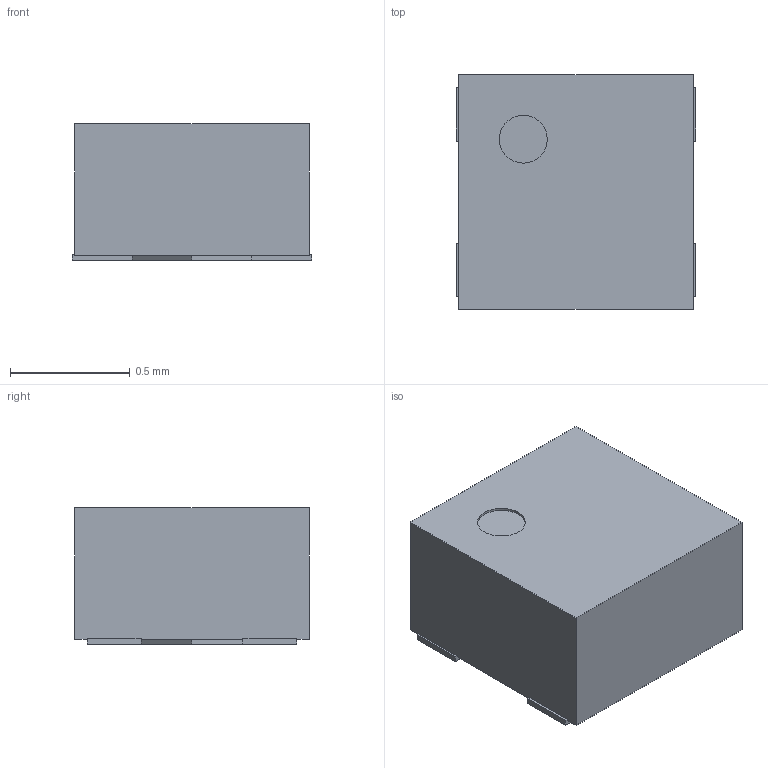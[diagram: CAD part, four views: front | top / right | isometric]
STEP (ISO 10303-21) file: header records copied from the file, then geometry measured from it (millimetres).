
FILE_DESCRIPTION(('FreeCAD Model'),'2;1');
FILE_NAME('DFN-4-1EP_1x1mm_P0.65mm_EP0.5x0.5mm.step','2019-09-13T14:58:26',('Author'),(''), 'Open CASCADE STEP processor 7.3','FreeCAD','Unknown');
FILE_SCHEMA(('AUTOMOTIVE_DESIGN { 1 0 10303 214 1 1 1 1 }'));
Length unit declared in the file: millimetre
Products named in the file (1): DFN_4_1EP_1x1mm_P065mm_EP05x05mm
Bounding box: 1 x 0.98 x 0.57 mm (x, y, z)
Volume: 0.5 mm3; surface area: 4.2 mm2
Topology: 1 solids, 1 shells, 41 faces, 111 edges, 74 vertices
Faces by surface type: plane 40, cylinder 1
Full cylindrical faces by diameter (mm): 0.2 x1
Entity records: 1568 total; most frequent: CARTESIAN_POINT 227, ORIENTED_EDGE 222, DIRECTION 197, EDGE_CURVE 111, LINE 109, VECTOR 109, VERTEX_POINT 74, AXIS2_PLACEMENT_3D 44
